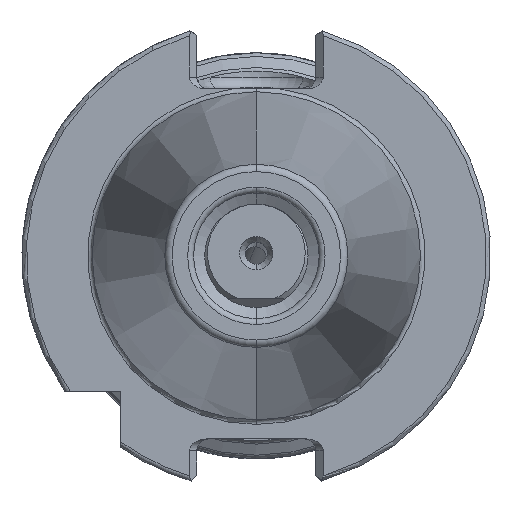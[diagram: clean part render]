
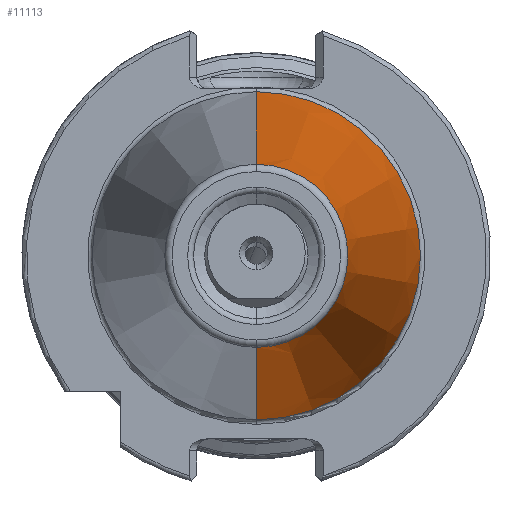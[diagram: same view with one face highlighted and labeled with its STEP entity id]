
A CAD part, left-side view. The second image highlights one B-rep face of the part: STEP entity #11113.
In plain terms, the highlighted conical face has half-angle 8.297 degrees and reference radius 22.225 mm.
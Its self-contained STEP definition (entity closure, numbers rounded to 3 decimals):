
#372 = DIRECTION ( 'NONE',  ( 0., 0., -1. ) ) ;
#1589 = CARTESIAN_POINT ( 'NONE',  ( -67.394, 0., 0. ) ) ;
#1648 = DIRECTION ( 'NONE',  ( -1., 0., 0. ) ) ;
#2810 = ORIENTED_EDGE ( 'NONE', *, *, #34263, .F. ) ;
#2906 = ORIENTED_EDGE ( 'NONE', *, *, #7753, .T. ) ;
#4000 = LINE ( 'NONE', #31478, #17603 ) ;
#4186 = VERTEX_POINT ( 'NONE', #32400 ) ;
#4290 = DIRECTION ( 'NONE',  ( 0., 0., 1. ) ) ;
#4782 = LINE ( 'NONE', #10462, #31984 ) ;
#7160 = DIRECTION ( 'NONE',  ( 0.99, 0., -0.144 ) ) ;
#7753 = EDGE_CURVE ( 'NONE', #4186, #25218, #24878, .T. ) ;
#10462 = CARTESIAN_POINT ( 'NONE',  ( 0., 0., 22.225 ) ) ;
#10756 = CIRCLE ( 'NONE', #30277, 12.397 ) ;
#11113 = ADVANCED_FACE ( 'NONE', ( #20831 ), #19981, .T. ) ;
#13049 = AXIS2_PLACEMENT_3D ( 'NONE', #19354, #32879, #372 ) ;
#13195 = DIRECTION ( 'NONE',  ( 0.99, 0., 0.144 ) ) ;
#15952 = VERTEX_POINT ( 'NONE', #22468 ) ;
#17603 = VECTOR ( 'NONE', #7160, 1000. ) ;
#17664 = CARTESIAN_POINT ( 'NONE',  ( -67.394, 0., 12.397 ) ) ;
#17895 = DIRECTION ( 'NONE',  ( 0., 0., 1. ) ) ;
#18753 = CARTESIAN_POINT ( 'NONE',  ( 0., 0., 22.225 ) ) ;
#19354 = CARTESIAN_POINT ( 'NONE',  ( 0., 0., 0. ) ) ;
#19981 = CONICAL_SURFACE ( 'NONE', #13049, 22.225, 0.145 ) ;
#20565 = DIRECTION ( 'NONE',  ( -1., 0., 0. ) ) ;
#20629 = CARTESIAN_POINT ( 'NONE',  ( 0., 0., 0. ) ) ;
#20831 = FACE_OUTER_BOUND ( 'NONE', #32051, .T. ) ;
#22468 = CARTESIAN_POINT ( 'NONE',  ( -67.394, 0., -12.397 ) ) ;
#24878 = CIRCLE ( 'NONE', #27578, 22.225 ) ;
#25218 = VERTEX_POINT ( 'NONE', #18753 ) ;
#26537 = VERTEX_POINT ( 'NONE', #17664 ) ;
#27578 = AXIS2_PLACEMENT_3D ( 'NONE', #20629, #1648, #17895 ) ;
#30277 = AXIS2_PLACEMENT_3D ( 'NONE', #1589, #20565, #4290 ) ;
#31117 = ORIENTED_EDGE ( 'NONE', *, *, #32901, .T. ) ;
#31478 = CARTESIAN_POINT ( 'NONE',  ( 0., 0., -22.225 ) ) ;
#31984 = VECTOR ( 'NONE', #13195, 1000. ) ;
#32051 = EDGE_LOOP ( 'NONE', ( #2810, #32469, #31117, #2906 ) ) ;
#32400 = CARTESIAN_POINT ( 'NONE',  ( 0., 0., -22.225 ) ) ;
#32469 = ORIENTED_EDGE ( 'NONE', *, *, #34053, .F. ) ;
#32879 = DIRECTION ( 'NONE',  ( 1., 0., 0. ) ) ;
#32901 = EDGE_CURVE ( 'NONE', #15952, #4186, #4000, .T. ) ;
#34053 = EDGE_CURVE ( 'NONE', #15952, #26537, #10756, .T. ) ;
#34263 = EDGE_CURVE ( 'NONE', #26537, #25218, #4782, .T. ) ;
